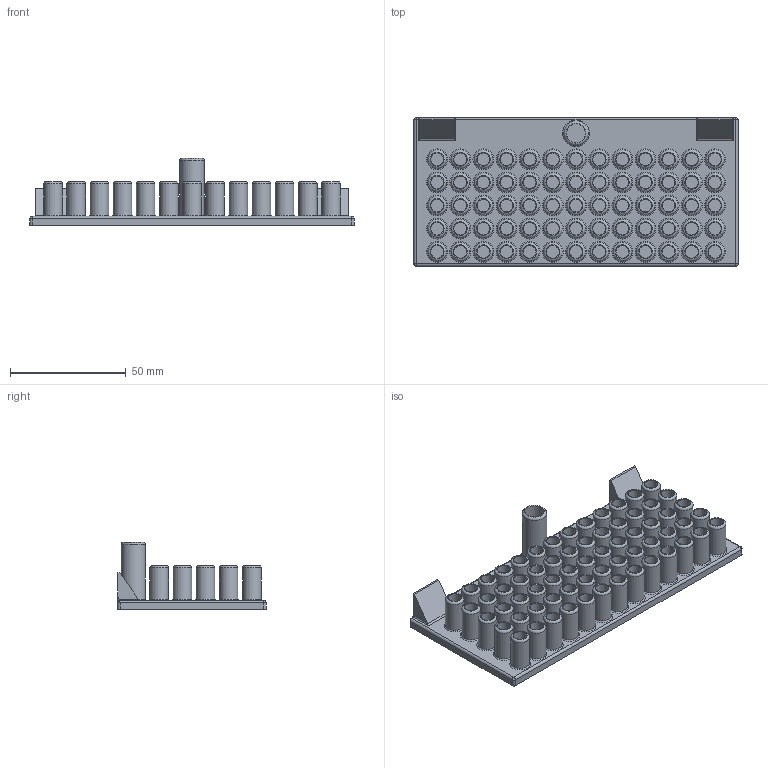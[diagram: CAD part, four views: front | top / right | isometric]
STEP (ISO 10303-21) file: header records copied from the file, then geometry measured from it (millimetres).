
FILE_DESCRIPTION(/* description */ ('STEP AP242','CAx-IF Rec.Pracs.---Representation and Presentation of Product Manufacturing Information (PMI)---4.0---2014-10-13','CAx-IF Rec.Pracs.---3D Tessellated Geometry---0.4---2014-09-14','2;1'),/* implementation_level */ '2;1');
FILE_NAME(/* name */ '661d888989d8d33628853afe',/* time_stamp */ '2024-04-15T20:05:30Z',/* author */ (''),/* organization */ (''),/* preprocessor_version */ 'ST-DEVELOPER v20',/* originating_system */ ' ',/* authorisation */ ' ');
FILE_SCHEMA (('AP242_MANAGED_MODEL_BASED_3D_ENGINEERING_MIM_LF { 1 0 10303 442 1 1 4 }'));
Length unit declared in the file: metre
Products named in the file (1): Ash Screw Driver Set
Bounding box: 140 x 63.98 x 29 mm (x, y, z)
Volume: 63991.2 mm3; surface area: 61904.8 mm2
Topology: 1 solids, 1 shells, 434 faces, 756 edges, 452 vertices
Faces by surface type: cylinder 148, plane 146, torus 136, sphere 2, bspline 2
Full cylindrical faces by diameter (mm): 5.5 x65, 8 x65, 8.25 x1, 10.5 x1
Entity records: 9082 total; most frequent: DIRECTION 1774, CARTESIAN_POINT 1439, ORIENTED_EDGE 976, AXIS2_PLACEMENT_3D 861, EDGE_LOOP 830, FACE_BOUND 830, EDGE_CURVE 488, VERTEX_POINT 452
